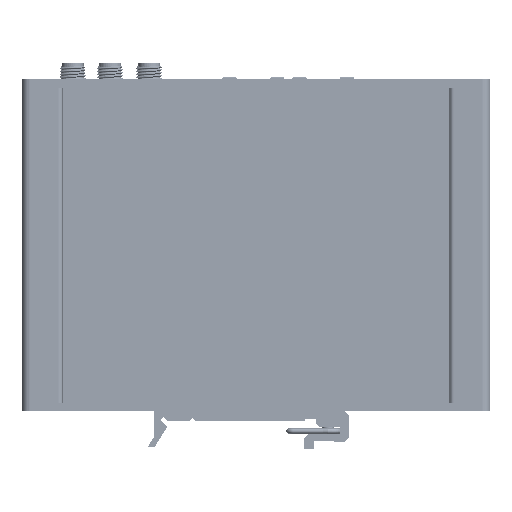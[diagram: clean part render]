
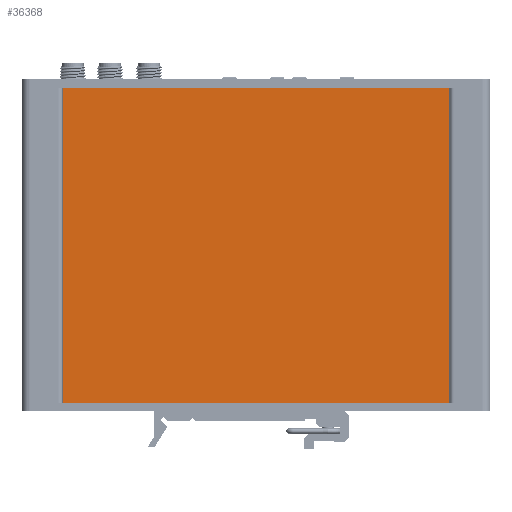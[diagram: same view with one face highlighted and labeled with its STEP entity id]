
A CAD part, front view. The second image highlights one B-rep face of the part: STEP entity #36368.
In plain terms, the highlighted planar face has unit normal (0, -1, 0).
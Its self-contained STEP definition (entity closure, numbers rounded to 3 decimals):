
#11263 = DIRECTION ( 'NONE',  ( 0., 0., -1. ) ) ;
#13974 = EDGE_CURVE ( 'NONE', #51216, #94434, #23875, .T. ) ;
#15022 = DIRECTION ( 'NONE',  ( 1., 0., 0. ) ) ;
#19186 = CARTESIAN_POINT ( 'NONE',  ( -46.8, -20., 76.3 ) ) ;
#21748 = EDGE_CURVE ( 'NONE', #232622, #94434, #27327, .T. ) ;
#23875 = LINE ( 'NONE', #233542, #97839 ) ;
#27327 = LINE ( 'NONE', #312400, #210642 ) ;
#34266 = DIRECTION ( 'NONE',  ( 0., 0., 1. ) ) ;
#36368 = ADVANCED_FACE ( 'NONE', ( #172781 ), #81014, .F. ) ;
#37529 = CARTESIAN_POINT ( 'NONE',  ( -46.8, -20., 76.3 ) ) ;
#40822 = LINE ( 'NONE', #37529, #297999 ) ;
#51216 = VERTEX_POINT ( 'NONE', #257452 ) ;
#59229 = EDGE_CURVE ( 'NONE', #164912, #51216, #40822, .T. ) ;
#70709 = VECTOR ( 'NONE', #194690, 1000. ) ;
#71093 = ORIENTED_EDGE ( 'NONE', *, *, #59229, .F. ) ;
#76381 = ORIENTED_EDGE ( 'NONE', *, *, #116372, .T. ) ;
#81014 = PLANE ( 'NONE',  #188441 ) ;
#94434 = VERTEX_POINT ( 'NONE', #188667 ) ;
#95699 = CARTESIAN_POINT ( 'NONE',  ( -46.8, -20., 76.3 ) ) ;
#97839 = VECTOR ( 'NONE', #11263, 1000. ) ;
#116372 = EDGE_CURVE ( 'NONE', #164912, #232622, #133038, .T. ) ;
#133038 = LINE ( 'NONE', #19186, #70709 ) ;
#158416 = DIRECTION ( 'NONE',  ( 0., 1., 0. ) ) ;
#164912 = VERTEX_POINT ( 'NONE', #95699 ) ;
#172781 = FACE_OUTER_BOUND ( 'NONE', #199443, .T. ) ;
#188441 = AXIS2_PLACEMENT_3D ( 'NONE', #233632, #158416, #34266 ) ;
#188667 = CARTESIAN_POINT ( 'NONE',  ( 46.8, -20., 0. ) ) ;
#194690 = DIRECTION ( 'NONE',  ( 0., 0., -1. ) ) ;
#199443 = EDGE_LOOP ( 'NONE', ( #304640, #248112, #71093, #76381 ) ) ;
#210642 = VECTOR ( 'NONE', #15022, 1000. ) ;
#214994 = CARTESIAN_POINT ( 'NONE',  ( -46.8, -20., 0. ) ) ;
#215085 = DIRECTION ( 'NONE',  ( 1., 0., 0. ) ) ;
#232622 = VERTEX_POINT ( 'NONE', #214994 ) ;
#233542 = CARTESIAN_POINT ( 'NONE',  ( 46.8, -20., 76.3 ) ) ;
#233632 = CARTESIAN_POINT ( 'NONE',  ( -46.8, -20., 76.3 ) ) ;
#248112 = ORIENTED_EDGE ( 'NONE', *, *, #13974, .F. ) ;
#257452 = CARTESIAN_POINT ( 'NONE',  ( 46.8, -20., 76.3 ) ) ;
#297999 = VECTOR ( 'NONE', #215085, 1000. ) ;
#304640 = ORIENTED_EDGE ( 'NONE', *, *, #21748, .T. ) ;
#312400 = CARTESIAN_POINT ( 'NONE',  ( -46.8, -20., 0. ) ) ;
